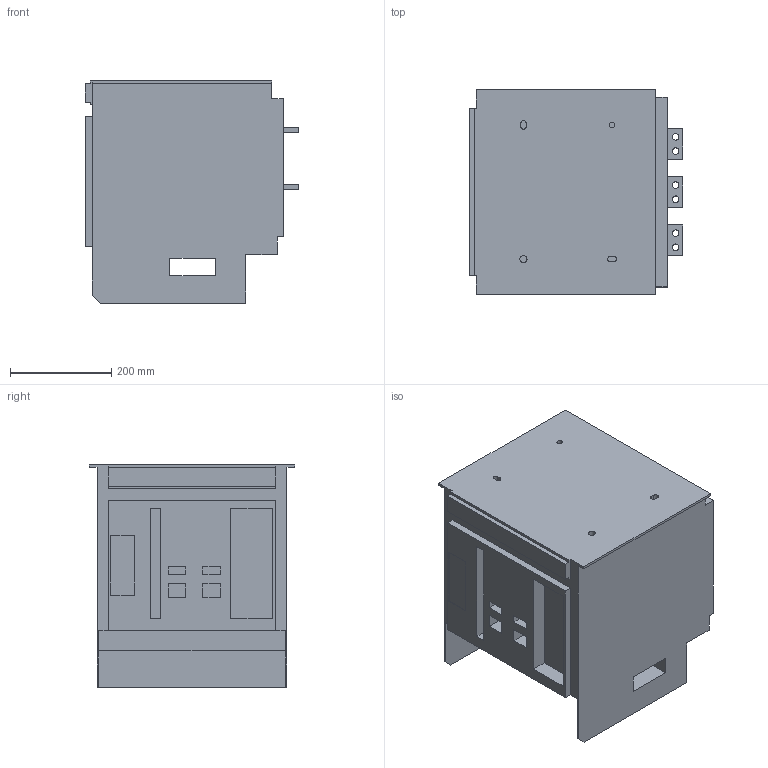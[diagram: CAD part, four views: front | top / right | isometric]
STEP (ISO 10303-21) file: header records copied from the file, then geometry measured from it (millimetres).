
FILE_DESCRIPTION((''),'2;1');
FILE_NAME('2000-3-CHOU-630A02','2019-04-26T',('hyha'),(''),'CREO PARAMETRIC BY PTC INC, 2015480','CREO PARAMETRIC BY PTC INC, 2015480','');
FILE_SCHEMA(('AUTOMOTIVE_DESIGN { 1 0 10303 214 1 1 1 1 }'));
Length unit declared in the file: millimetre
Products named in the file (1): 2000-3-CHOU-630A02
Bounding box: 421.5 x 405 x 439 mm (x, y, z)
Volume: 54483449.1 mm3; surface area: 1160397.7 mm2
Topology: 1 solids, 1 shells, 145 faces, 383 edges, 257 vertices
Faces by surface type: plane 113, cylinder 32
Entity records: 4574 total; most frequent: CARTESIAN_POINT 787, ORIENTED_EDGE 766, DIRECTION 742, EDGE_CURVE 383, VECTOR 314, LINE 314, VERTEX_POINT 257, AXIS2_PLACEMENT_3D 214
